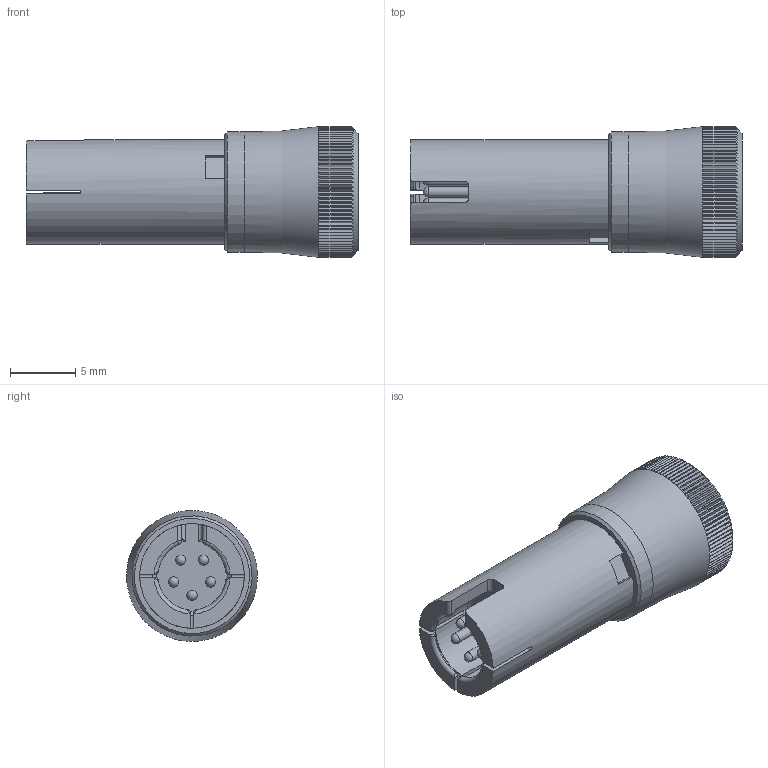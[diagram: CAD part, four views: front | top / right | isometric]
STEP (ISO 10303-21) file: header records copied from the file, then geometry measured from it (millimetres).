
FILE_DESCRIPTION(/* description */ (''),/* implementation_level */ '2;1');
FILE_NAME(/* name */ '09_9789_71_05_001_02.stp',/* time_stamp */ '2013-05-27T16:58:31+02:00',/* author */ (''),/* organization */ (''),/* preprocessor_version */ 'ST-DEVELOPER v14',/* originating_system */ 'SIEMENS PLM Software NX 8.0',/* authorisation */ '');
FILE_SCHEMA (('AUTOMOTIVE_DESIGN { 1 0 10303 214 3 1 1 1 }'));
Length unit declared in the file: millimetre
Products named in the file (1): kbor0F746BA9g3pa
Bounding box: 25.4 x 10 x 10 mm (x, y, z)
Volume: 1357.3 mm3; surface area: 1000.6 mm2
Topology: 1 solids, 1 shells, 466 faces, 1179 edges, 705 vertices
Faces by surface type: plane 314, cylinder 127, sphere 7, cone 6, torus 6, bspline 6
Full cylindrical faces by diameter (mm): 0.78 x5, 8 x1, 9.2 x1
Entity records: 14151 total; most frequent: CARTESIAN_POINT 3451, ORIENTED_EDGE 2282, DIRECTION 2161, EDGE_CURVE 1141, AXIS2_PLACEMENT_3D 802, VERTEX_POINT 693, LINE 557, VECTOR 557
